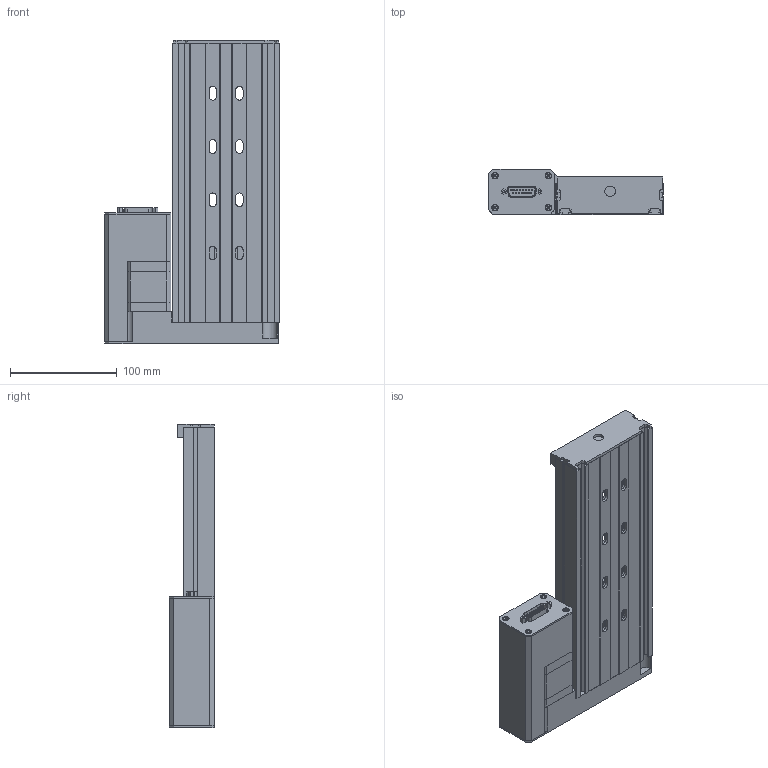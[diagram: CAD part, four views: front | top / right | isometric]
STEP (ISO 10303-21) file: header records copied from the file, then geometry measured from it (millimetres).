
FILE_DESCRIPTION (( 'STEP AP203' ), '1' );
FILE_NAME ('LRQ150xP-E01T3A.step', '2023-05-17T23:47:37', ( '' ), ( '' ), 'SwSTEP 2.0', 'SolidWorks 2019', '' );
FILE_SCHEMA (( 'CONFIG_CONTROL_DESIGN' ));
Length unit declared in the file: millimetre
Products named in the file (4): LRQ_base^LRQ_LRQ150P; LRQ_carriage^LRQ_LRQ; LRQ150xP-E01T3A; NMS17_motor^LRQ_LRQ-T3A
Assembly tree (3 placements, depth 2):
  LRQ150xP-E01T3A
    LRQ_base^LRQ_LRQ150P
    LRQ_carriage^LRQ_LRQ
    NMS17_motor^LRQ_LRQ-T3A
Bounding box: 164 x 42.5 x 284.8 mm (x, y, z)
Volume: 849518.4 mm3; surface area: 258806.3 mm2
Topology: 32 solids, 32 shells, 800 faces, 2001 edges, 1323 vertices
Faces by surface type: plane 506, cylinder 260, cone 26, torus 8
Entity records: 24592 total; most frequent: CARTESIAN_POINT 4446, DIRECTION 4148, ORIENTED_EDGE 3986, EDGE_CURVE 1993, AXIS2_PLACEMENT_3D 1389, LINE 1370, VECTOR 1370, VERTEX_POINT 1323
